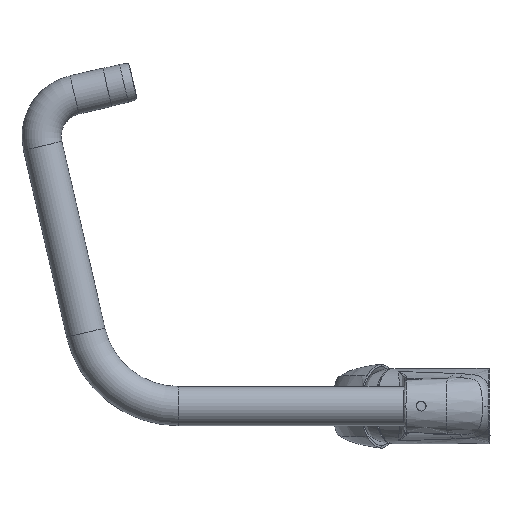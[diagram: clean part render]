
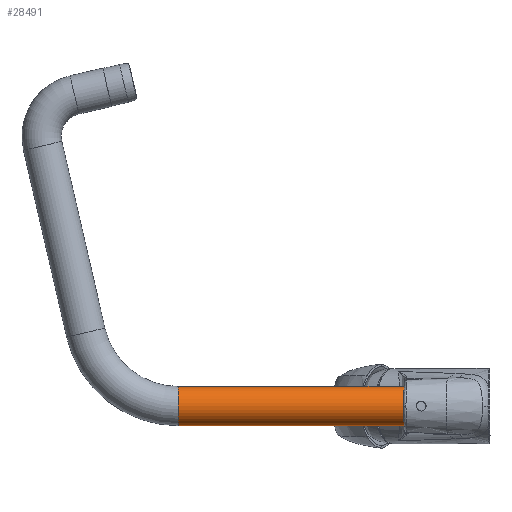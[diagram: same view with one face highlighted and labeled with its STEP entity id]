
A CAD part, left-side view. The second image highlights one B-rep face of the part: STEP entity #28491.
In plain terms, the highlighted cylindrical face has radius 12 mm (diameter 24 mm), a partial arc.
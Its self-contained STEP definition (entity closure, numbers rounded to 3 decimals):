
#17073=DIRECTION('',(0.,1.,0.));
#17074=VECTOR('',#17073,138.5);
#17075=CARTESIAN_POINT('',(-16.5,52.322,12.));
#17076=LINE('',#17075,#17074);
#17077=CARTESIAN_POINT('',(-16.5,52.322,0.));
#17078=DIRECTION('',(0.,1.,0.));
#17079=DIRECTION('',(0.,0.,-1.));
#17080=AXIS2_PLACEMENT_3D('',#17077,#17078,#17079);
#17082=DIRECTION('',(0.,1.,0.));
#17083=VECTOR('',#17082,138.5);
#17084=CARTESIAN_POINT('',(-16.5,52.322,-12.));
#17085=LINE('',#17084,#17083);
#17086=CARTESIAN_POINT('',(-16.5,190.822,0.));
#17087=DIRECTION('',(0.,1.,0.));
#17088=DIRECTION('',(0.,0.,-1.));
#17089=AXIS2_PLACEMENT_3D('',#17086,#17087,#17088);
#21997=CARTESIAN_POINT('',(-16.5,190.822,12.));
#21998=CARTESIAN_POINT('',(-16.5,190.822,-12.));
#21999=VERTEX_POINT('',#21997);
#22000=VERTEX_POINT('',#21998);
#23504=CARTESIAN_POINT('',(-16.5,52.322,12.));
#23505=CARTESIAN_POINT('',(-16.5,52.322,-12.));
#23506=VERTEX_POINT('',#23504);
#23507=VERTEX_POINT('',#23505);
#28479=CARTESIAN_POINT('',(-16.5,52.322,0.));
#28480=DIRECTION('',(0.,1.,0.));
#28481=DIRECTION('',(0.,0.,1.));
#28482=AXIS2_PLACEMENT_3D('',#28479,#28480,#28481);
#28483=CYLINDRICAL_SURFACE('',#28482,12.);
#28484=ORIENTED_EDGE('',*,*,#28445,.F.);
#28485=ORIENTED_EDGE('',*,*,#28467,.T.);
#28487=ORIENTED_EDGE('',*,*,#28486,.T.);
#28488=ORIENTED_EDGE('',*,*,#28463,.F.);
#28489=EDGE_LOOP('',(#28484,#28485,#28487,#28488));
#28490=FACE_OUTER_BOUND('',#28489,.F.);
#28491=ADVANCED_FACE('',(#28490),#28483,.T.);
#17081=CIRCLE('',#17080,12.);
#17090=CIRCLE('',#17089,12.);
#28445=EDGE_CURVE('',#23507,#23506,#17081,.T.);
#28463=EDGE_CURVE('',#23506,#21999,#17076,.T.);
#28467=EDGE_CURVE('',#23507,#22000,#17085,.T.);
#28486=EDGE_CURVE('',#22000,#21999,#17090,.T.);
